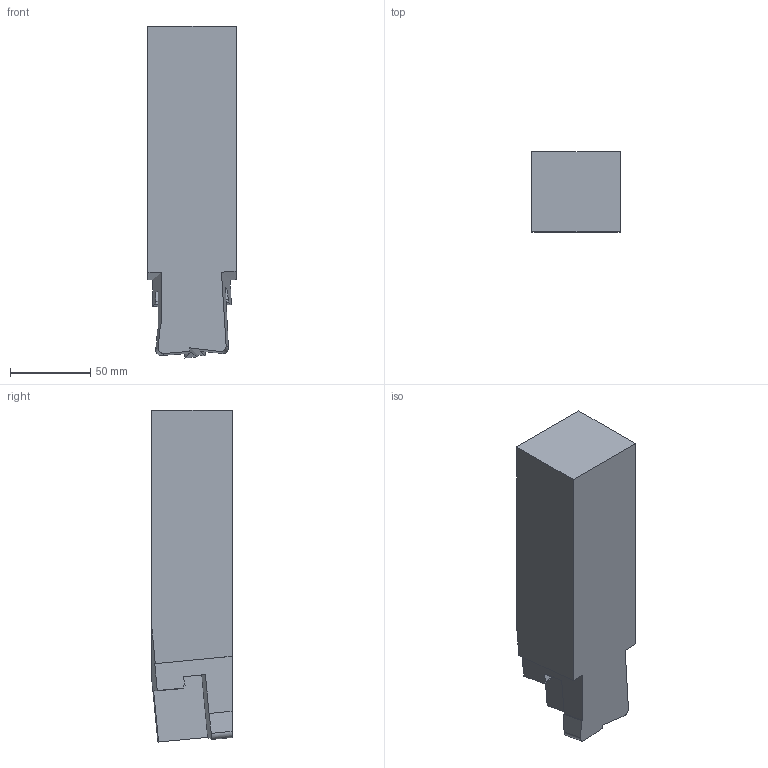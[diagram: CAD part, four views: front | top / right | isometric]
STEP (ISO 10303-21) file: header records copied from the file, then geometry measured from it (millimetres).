
FILE_DESCRIPTION(/* description */ (''),/* implementation_level */ '2;1');
FILE_NAME(/* name */ '1591359958714.stp',/* time_stamp */ '2020-06-05T17:56:15+05:00',/* author */ (''),/* organization */ ('SMS'),/* preprocessor_version */ 'ST-DEVELOPER v16.7',/* originating_system */ 'SIEMENS PLM Software NX 12.0',/* authorisation */ '');
FILE_SCHEMA (('AUTOMOTIVE_DESIGN { 1 0 10303 214 3 1 1 1 }'));
Length unit declared in the file: millimetre
Products named in the file (1): 203027383mod000_00
Bounding box: 55 x 50 x 207.24 mm (x, y, z)
Volume: 490499.9 mm3; surface area: 47691.6 mm2
Topology: 1 solids, 1 shells, 34 faces, 96 edges, 68 vertices
Faces by surface type: plane 32, cylinder 2
Entity records: 1166 total; most frequent: CARTESIAN_POINT 203, ORIENTED_EDGE 192, DIRECTION 178, EDGE_CURVE 96, LINE 92, VECTOR 92, VERTEX_POINT 64, AXIS2_PLACEMENT_3D 43
